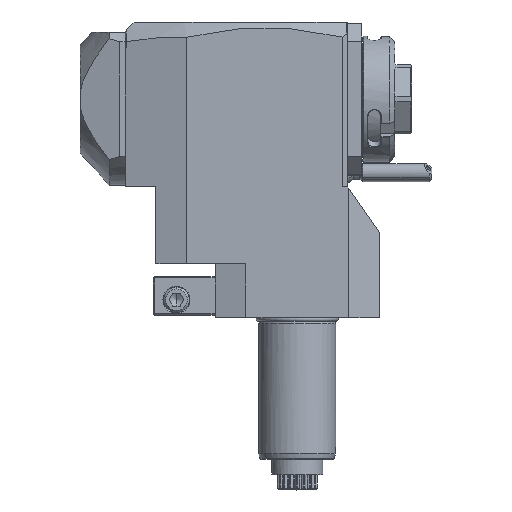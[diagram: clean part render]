
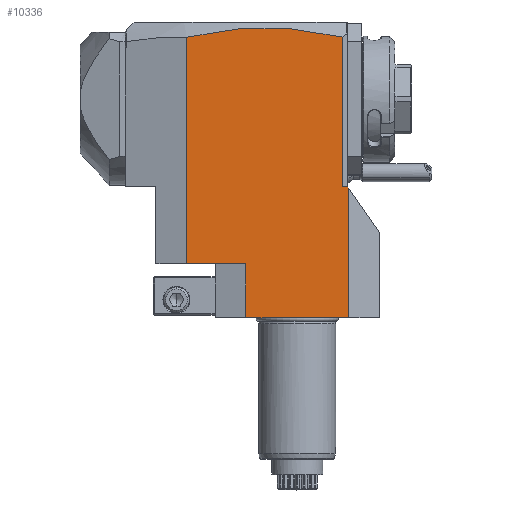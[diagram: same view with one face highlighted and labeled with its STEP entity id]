
A CAD part, top view. The second image highlights one B-rep face of the part: STEP entity #10336.
In plain terms, the highlighted planar face has unit normal (0, 0, 1).
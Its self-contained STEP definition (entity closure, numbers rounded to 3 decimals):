
#21=DIRECTION('',(0.,-1.,0.));
#22=VECTOR('',#21,88.092);
#23=CARTESIAN_POINT('',(-20.,58.092,32.));
#24=LINE('',#23,#22);
#39=CARTESIAN_POINT('',(40.5,58.133,32.));
#40=CARTESIAN_POINT('',(35.458,59.345,32.));
#41=CARTESIAN_POINT('',(25.373,61.145,32.));
#42=CARTESIAN_POINT('',(10.247,62.032,32.));
#43=CARTESIAN_POINT('',(-4.877,61.124,32.));
#44=CARTESIAN_POINT('',(-14.959,59.311,32.));
#45=CARTESIAN_POINT('',(-20.,58.092,32.));
#47=DIRECTION('',(-0.574,0.819,0.));
#48=VECTOR('',#47,0.872);
#49=CARTESIAN_POINT('',(43.,-0.714,32.));
#50=LINE('',#49,#48);
#51=DIRECTION('',(0.,1.,0.));
#52=VECTOR('',#51,50.286);
#53=CARTESIAN_POINT('',(43.,-51.,32.));
#54=LINE('',#53,#52);
#127=DIRECTION('',(1.,0.,0.));
#128=VECTOR('',#127,23.);
#129=CARTESIAN_POINT('',(-20.,-30.,32.));
#130=LINE('',#129,#128);
#772=DIRECTION('',(0.,1.,0.));
#773=VECTOR('',#772,58.133);
#774=CARTESIAN_POINT('',(40.5,0.,32.));
#775=LINE('',#774,#773);
#785=DIRECTION('',(-1.,0.,0.));
#786=VECTOR('',#785,2.);
#787=CARTESIAN_POINT('',(42.5,0.,32.));
#788=LINE('',#787,#786);
#3239=DIRECTION('',(0.,-1.,0.));
#3240=VECTOR('',#3239,21.);
#3241=CARTESIAN_POINT('',(3.,-30.,32.));
#3242=LINE('',#3241,#3240);
#3263=DIRECTION('',(-1.,0.,0.));
#3264=VECTOR('',#3263,40.);
#3265=CARTESIAN_POINT('',(43.,-51.,32.));
#3266=LINE('',#3265,#3264);
#9059=VERTEX_POINT('',#39);
#9060=VERTEX_POINT('',#45);
#9887=CARTESIAN_POINT('',(43.,-51.,32.));
#9888=VERTEX_POINT('',#9887);
#9889=CARTESIAN_POINT('',(3.,-51.,32.));
#9890=VERTEX_POINT('',#9889);
#9931=CARTESIAN_POINT('',(-20.,-30.,32.));
#9933=VERTEX_POINT('',#9931);
#9939=CARTESIAN_POINT('',(43.,-0.714,32.));
#9940=CARTESIAN_POINT('',(42.5,0.,32.));
#9941=VERTEX_POINT('',#9939);
#9942=VERTEX_POINT('',#9940);
#10059=CARTESIAN_POINT('',(40.5,0.,32.));
#10060=VERTEX_POINT('',#10059);
#10255=CARTESIAN_POINT('',(3.,-30.,32.));
#10256=VERTEX_POINT('',#10255);
#10312=CARTESIAN_POINT('',(-44.,0.,32.));
#10313=DIRECTION('',(0.,0.,1.));
#10314=DIRECTION('',(1.,0.,0.));
#10315=AXIS2_PLACEMENT_3D('',#10312,#10313,#10314);
#10316=PLANE('',#10315);
#10318=ORIENTED_EDGE('',*,*,#10317,.F.);
#10320=ORIENTED_EDGE('',*,*,#10319,.T.);
#10322=ORIENTED_EDGE('',*,*,#10321,.F.);
#10324=ORIENTED_EDGE('',*,*,#10323,.F.);
#10325=ORIENTED_EDGE('',*,*,#10295,.F.);
#10327=ORIENTED_EDGE('',*,*,#10326,.F.);
#10329=ORIENTED_EDGE('',*,*,#10328,.F.);
#10331=ORIENTED_EDGE('',*,*,#10330,.F.);
#10333=ORIENTED_EDGE('',*,*,#10332,.F.);
#10334=EDGE_LOOP('',(#10318,#10320,#10322,#10324,#10325,#10327,#10329,#10331,
#10333));
#10335=FACE_OUTER_BOUND('',#10334,.F.);
#46=B_SPLINE_CURVE_WITH_KNOTS('',3,(#39,#40,#41,#42,#43,#44,#45),.UNSPECIFIED.,
.F.,.F.,(4,1,1,1,4),(0.,0.25,0.5,0.75,1.),.UNSPECIFIED.);
#10295=EDGE_CURVE('',#9060,#9933,#24,.T.);
#10317=EDGE_CURVE('',#9888,#9941,#54,.T.);
#10319=EDGE_CURVE('',#9888,#9890,#3266,.T.);
#10321=EDGE_CURVE('',#10256,#9890,#3242,.T.);
#10323=EDGE_CURVE('',#9933,#10256,#130,.T.);
#10326=EDGE_CURVE('',#9059,#9060,#46,.T.);
#10328=EDGE_CURVE('',#10060,#9059,#775,.T.);
#10330=EDGE_CURVE('',#9942,#10060,#788,.T.);
#10332=EDGE_CURVE('',#9941,#9942,#50,.T.);
#10336=ADVANCED_FACE('',(#10335),#10316,.T.);
